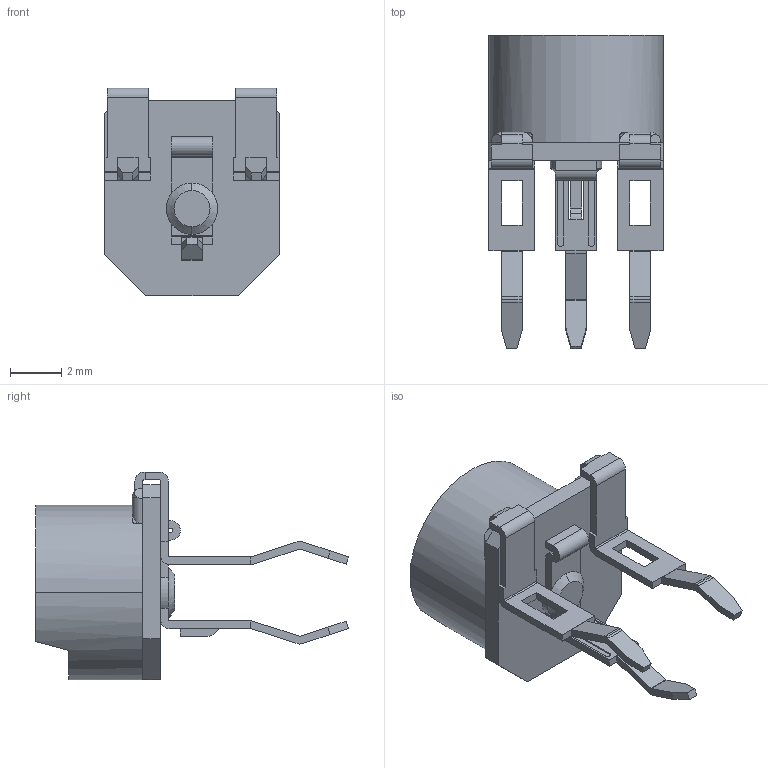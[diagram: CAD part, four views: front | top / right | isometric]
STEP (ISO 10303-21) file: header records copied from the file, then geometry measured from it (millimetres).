
FILE_DESCRIPTION (( 'STEP AP214' ), '1' );
FILE_NAME ('3306P-1-473.STEP', '2023-03-06T08:02:33', ( '' ), ( '' ), 'SwSTEP 2.0', 'SolidWorks 2017', '' );
FILE_SCHEMA (( 'AUTOMOTIVE_DESIGN' ));
Length unit declared in the file: millimetre
Products named in the file (2): 3306P-1-473_3306P-1-473; 3306P-1-473
Assembly tree (1 placements, depth 2):
  3306P-1-473
    3306P-1-473_3306P-1-473
Bounding box: 6.81 x 12.19 x 8.1 mm (x, y, z)
Volume: 185.1 mm3; surface area: 427.8 mm2
Topology: 5 solids, 5 shells, 222 faces, 597 edges, 386 vertices
Faces by surface type: plane 139, cylinder 73, cone 8, sphere 2
Entity records: 7111 total; most frequent: CARTESIAN_POINT 1403, ORIENTED_EDGE 1190, DIRECTION 1155, EDGE_CURVE 595, LINE 415, VECTOR 415, VERTEX_POINT 386, AXIS2_PLACEMENT_3D 370
